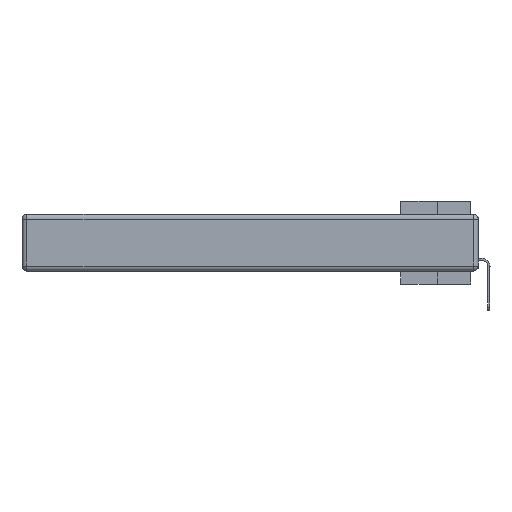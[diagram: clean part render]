
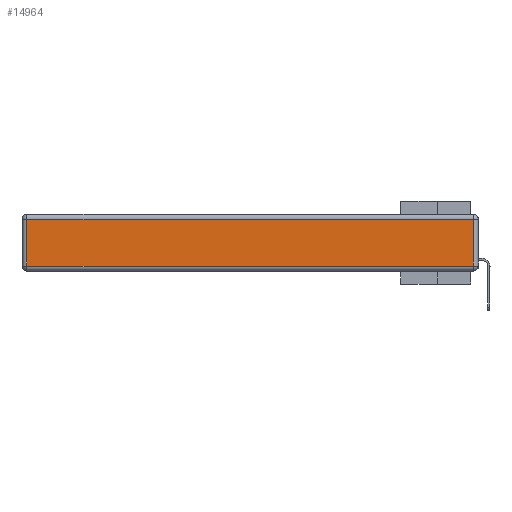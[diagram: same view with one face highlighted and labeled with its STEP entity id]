
A CAD part, left-side view. The second image highlights one B-rep face of the part: STEP entity #14964.
In plain terms, the highlighted planar face has unit normal (-1, 0, 0).
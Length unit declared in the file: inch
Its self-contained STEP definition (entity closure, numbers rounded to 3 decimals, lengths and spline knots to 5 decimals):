
#671 = VERTEX_POINT ( 'NONE', #6886 ) ;
#787 = EDGE_CURVE ( 'NONE', #8632, #671, #2343, .T. ) ;
#1013 = DIRECTION ( 'NONE',  ( 0., 1., 0. ) ) ;
#1145 = CARTESIAN_POINT ( 'NONE',  ( 0., 0., -0.343 ) ) ;
#1733 = VECTOR ( 'NONE', #13443, 39.37008 ) ;
#2343 = LINE ( 'NONE', #24533, #1733 ) ;
#3520 = VECTOR ( 'NONE', #17128, 39.37008 ) ;
#3722 = FACE_OUTER_BOUND ( 'NONE', #25592, .T. ) ;
#5552 = CARTESIAN_POINT ( 'NONE',  ( 0., 0.03, -0.03 ) ) ;
#6886 = CARTESIAN_POINT ( 'NONE',  ( 0., 0.03, -0.313 ) ) ;
#8632 = VERTEX_POINT ( 'NONE', #23895 ) ;
#9028 = ORIENTED_EDGE ( 'NONE', *, *, #22328, .T. ) ;
#10126 = EDGE_CURVE ( 'NONE', #33417, #8632, #17520, .T. ) ;
#10477 = VECTOR ( 'NONE', #1013, 39.37008 ) ;
#12056 = CARTESIAN_POINT ( 'NONE',  ( 0., 2.72, -0.343 ) ) ;
#13443 = DIRECTION ( 'NONE',  ( 0., -1., 0. ) ) ;
#14964 = ADVANCED_FACE ( 'NONE', ( #3722 ), #18067, .T. ) ;
#15897 = CARTESIAN_POINT ( 'NONE',  ( 0., 2.72, -0.03 ) ) ;
#17128 = DIRECTION ( 'NONE',  ( 0., 0., 1. ) ) ;
#17520 = LINE ( 'NONE', #12056, #26675 ) ;
#17876 = DIRECTION ( 'NONE',  ( 0., 0., 1. ) ) ;
#18067 = PLANE ( 'NONE',  #22775 ) ;
#21452 = VERTEX_POINT ( 'NONE', #5552 ) ;
#22328 = EDGE_CURVE ( 'NONE', #21452, #33417, #31741, .T. ) ;
#22568 = LINE ( 'NONE', #33672, #3520 ) ;
#22775 = AXIS2_PLACEMENT_3D ( 'NONE', #1145, #22975, #17876 ) ;
#22975 = DIRECTION ( 'NONE',  ( -1., 0., 0. ) ) ;
#23895 = CARTESIAN_POINT ( 'NONE',  ( 0., 2.72, -0.313 ) ) ;
#24533 = CARTESIAN_POINT ( 'NONE',  ( 0., 0., -0.313 ) ) ;
#25592 = EDGE_LOOP ( 'NONE', ( #29510, #35264, #9028, #31353 ) ) ;
#26302 = CARTESIAN_POINT ( 'NONE',  ( 0., 2.75, -0.03 ) ) ;
#26675 = VECTOR ( 'NONE', #28625, 39.37008 ) ;
#28625 = DIRECTION ( 'NONE',  ( 0., 0., -1. ) ) ;
#29510 = ORIENTED_EDGE ( 'NONE', *, *, #787, .T. ) ;
#31309 = EDGE_CURVE ( 'NONE', #671, #21452, #22568, .T. ) ;
#31353 = ORIENTED_EDGE ( 'NONE', *, *, #10126, .T. ) ;
#31741 = LINE ( 'NONE', #26302, #10477 ) ;
#33417 = VERTEX_POINT ( 'NONE', #15897 ) ;
#33672 = CARTESIAN_POINT ( 'NONE',  ( 0., 0.03, -0.343 ) ) ;
#35264 = ORIENTED_EDGE ( 'NONE', *, *, #31309, .T. ) ;
